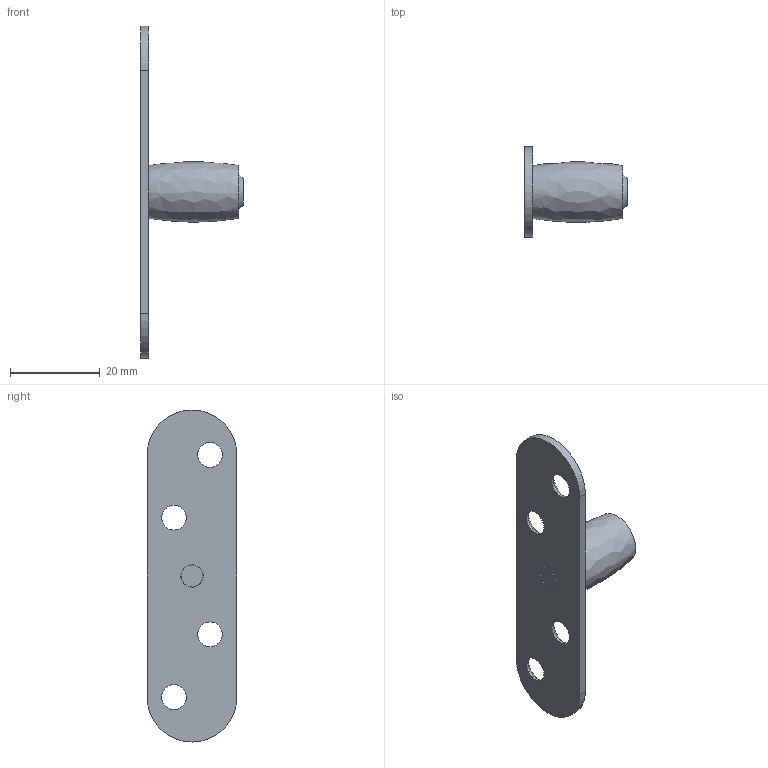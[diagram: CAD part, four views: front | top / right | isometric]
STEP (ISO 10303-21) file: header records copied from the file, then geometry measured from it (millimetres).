
FILE_DESCRIPTION(/* description */ (''),/* implementation_level */ '2;1');
FILE_NAME(/* name */ '1102.stp',/* time_stamp */ '2020-02-26T14:30:57+01:00',/* author */ ('DBARI'),/* organization */ (''),/* preprocessor_version */ 'ST-DEVELOPER v17.2',/* originating_system */ 'Autodesk Inventor 2019',/* authorisation */ '');
FILE_SCHEMA (('AUTOMOTIVE_DESIGN { 1 0 10303 214 3 1 1 }'));
Length unit declared in the file: millimetre
Products named in the file (4): 1102; 14166; 14516; 14515
Assembly tree (3 placements, depth 2):
  1102
    14166
    14516
    14515
Bounding box: 22.8 x 20 x 74 mm (x, y, z)
Volume: 4830.3 mm3; surface area: 4907.4 mm2
Topology: 3 solids, 3 shells, 29 faces, 72 edges, 52 vertices
Faces by surface type: cylinder 12, plane 11, cone 5, bspline 1
Full cylindrical faces by diameter (mm): 4.8 x1, 5 x1, 5.5 x4, 6 x1, 6.2 x1, 8 x1, 9 x1
Entity records: 1118 total; most frequent: DIRECTION 191, CARTESIAN_POINT 186, ORIENTED_EDGE 144, AXIS2_PLACEMENT_3D 84, EDGE_CURVE 72, VERTEX_POINT 52, CIRCLE 49, EDGE_LOOP 44
